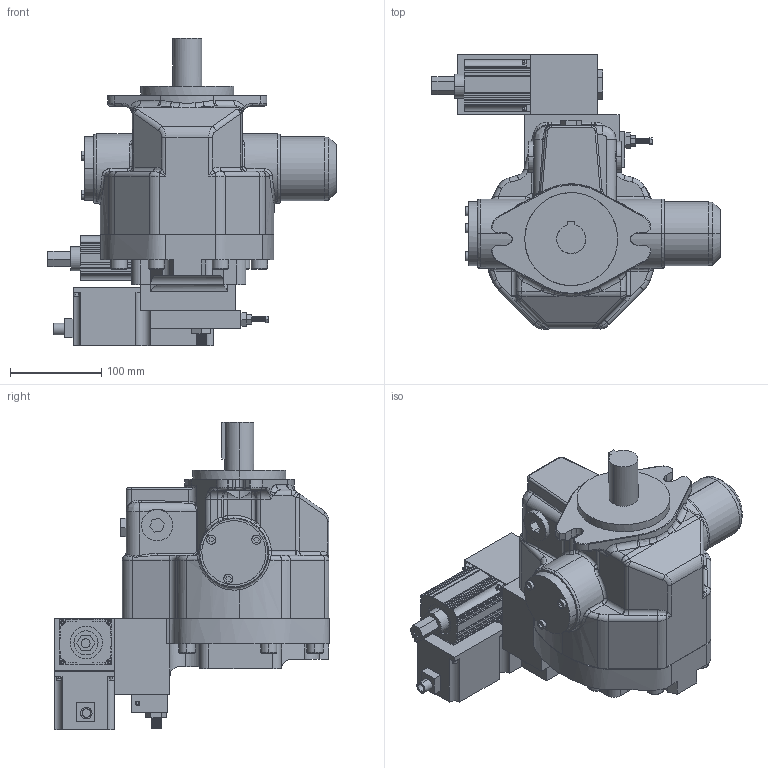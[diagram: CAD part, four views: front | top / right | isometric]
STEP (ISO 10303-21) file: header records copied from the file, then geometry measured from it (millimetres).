
FILE_DESCRIPTION (( 'STEP AP203' ), '1' );
FILE_NAME ('A56-FR04EH-42-ASSY.STEP', '2022-02-26T04:53:47', ( '' ), ( '' ), 'SwSTEP 2.0', 'SolidWorks 2019', '' );
FILE_SCHEMA (( 'CONFIG_CONTROL_DESIGN' ));
Length unit declared in the file: millimetre
Products named in the file (3): A56FR04EH; Prop valve(OBE)-A16A22A37A56; A56-FR04EH-42-ASSY
Assembly tree (2 placements, depth 2):
  A56-FR04EH-42-ASSY
    A56FR04EH
    Prop valve(OBE)-A16A22A37A56
Bounding box: 315.55 x 300.67 x 336 mm (x, y, z)
Volume: 7318497.5 mm3; surface area: 493706.2 mm2
Topology: 12 solids, 16 shells, 1071 faces, 2709 edges, 1702 vertices
Faces by surface type: plane 498, cylinder 364, bspline 100, torus 57, cone 50, sphere 2
Entity records: 52039 total; most frequent: CARTESIAN_POINT 28809, ORIENTED_EDGE 5332, DIRECTION 3811, EDGE_CURVE 2666, VERTEX_POINT 1702, VECTOR 1293, LINE 1293, AXIS2_PLACEMENT_3D 1259
